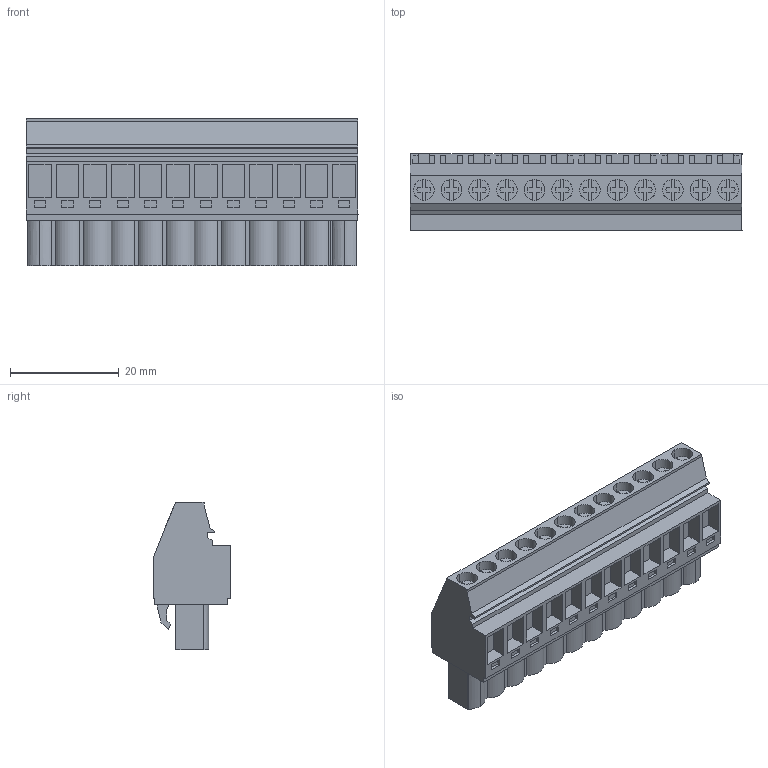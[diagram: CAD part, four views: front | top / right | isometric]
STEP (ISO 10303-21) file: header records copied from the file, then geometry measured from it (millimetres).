
FILE_DESCRIPTION(('CATIA V5 STEP','CAx-IF Rec.Pracs.--- Model Styling and Organization---1.2---2011-12-15'),'2;1');
FILE_NAME ('D1460130_0_1948890000_1948890000.stp','2017-09-09T07:56:07+00:00',('none'),('Weidmueller'),'CATIA Version 5-6 Release 2014','CATIA V5 STEP AP214','none');
FILE_SCHEMA(('AUTOMOTIVE_DESIGN { 1 0 10303 214 1 1 1 1 }'));
Length unit declared in the file: millimetre
Products named in the file (1): 1948890000
Bounding box: 60.96 x 14.1 x 27.1 mm (x, y, z)
Volume: 13826.6 mm3; surface area: 8206 mm2
Topology: 13 solids, 13 shells, 786 faces, 2202 edges, 1491 vertices
Faces by surface type: plane 676, cylinder 106, extrusion 4
Entity records: 23811 total; most frequent: CARTESIAN_POINT 4593, ORIENTED_EDGE 4404, DIRECTION 3192, EDGE_CURVE 2202, VECTOR 1938, LINE 1934, VERTEX_POINT 1491, EDGE_LOOP 837
